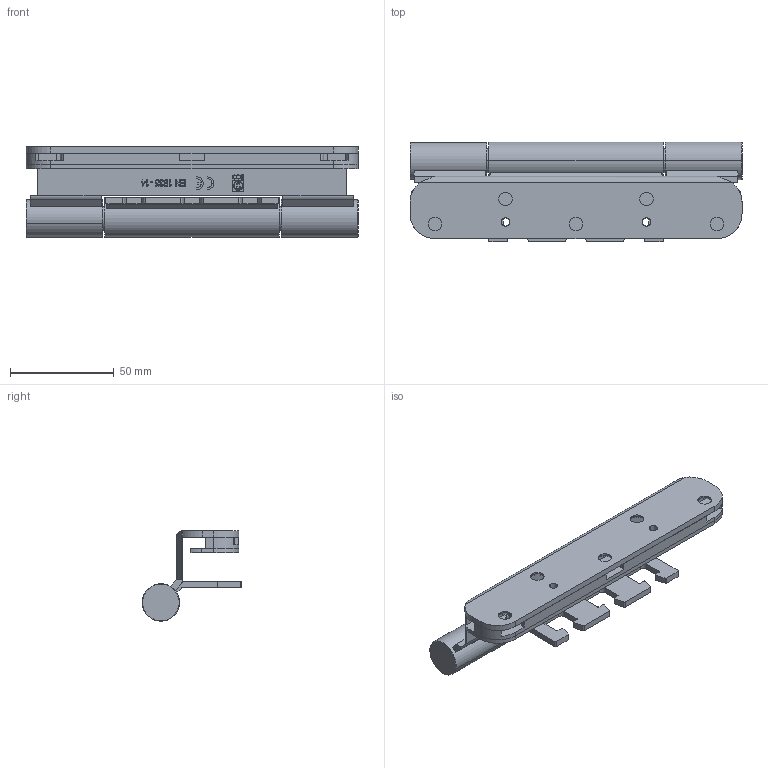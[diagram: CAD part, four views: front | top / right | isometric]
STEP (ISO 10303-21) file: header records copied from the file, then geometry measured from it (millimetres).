
FILE_DESCRIPTION (( 'STEP AP203' ), '1' );
FILE_NAME ('OBX-18-1532-160-LG_D042-19096.STEP', '2022-05-04T08:33:58', ( '' ), ( '' ), 'SwSTEP 2.0', 'SolidWorks 2020', '' );
FILE_SCHEMA (( 'CONFIG_CONTROL_DESIGN' ));
Length unit declared in the file: millimetre
Products named in the file (10): B01613; DIN5401-III; OBX-18-1532-160-LG_D042-19096; D046-14312; D044-14308; D043-19098; D044-14309; B01572; B03164; D043-14310
Assembly tree (13 placements, depth 2):
  OBX-18-1532-160-LG_D042-19096
    D043-19098
    D043-14310
    D044-14308  x2
    D044-14309
    B01572  x2
    D046-14312  x2
    DIN5401-III  x2
    B01613
    B03164
Bounding box: 160 x 48 x 43.5 mm (x, y, z)
Volume: 83350.1 mm3; surface area: 55649.4 mm2
Topology: 13 solids, 13 shells, 612 faces, 1601 edges, 1056 vertices
Faces by surface type: plane 333, cylinder 178, bspline 51, cone 34, sphere 12, torus 4
Entity records: 21381 total; most frequent: CARTESIAN_POINT 6122, ORIENTED_EDGE 2992, DIRECTION 2803, EDGE_CURVE 1496, LINE 1025, VECTOR 1025, VERTEX_POINT 988, AXIS2_PLACEMENT_3D 889
